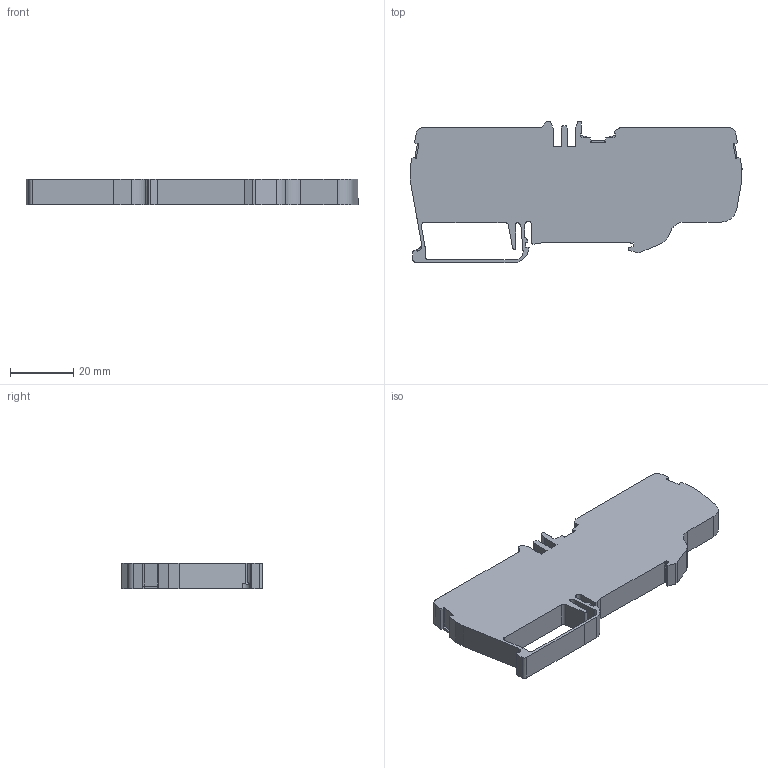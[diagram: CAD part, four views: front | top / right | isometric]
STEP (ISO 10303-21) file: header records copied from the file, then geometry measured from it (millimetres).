
FILE_DESCRIPTION (( 'STEP AP214' ), '1' );
FILE_NAME ('M063501-sarý yeþil.STEP', '2017-09-22T11:53:29', ( '' ), ( '' ), 'SwSTEP 2.0', 'SolidWorks 2017', '' );
FILE_SCHEMA (( 'AUTOMOTIVE_DESIGN' ));
Length unit declared in the file: millimetre
Products named in the file (1): M063501-sarý yeþil
Bounding box: 105.39 x 44.91 x 8 mm (x, y, z)
Volume: 27152.1 mm3; surface area: 10520 mm2
Topology: 1 solids, 1 shells, 243 faces, 693 edges, 460 vertices
Faces by surface type: plane 153, cylinder 82, bspline 8
Entity records: 9663 total; most frequent: CARTESIAN_POINT 3583, ORIENTED_EDGE 1386, DIRECTION 972, EDGE_CURVE 693, VERTEX_POINT 460, VECTOR 386, LINE 386, AXIS2_PLACEMENT_3D 293
